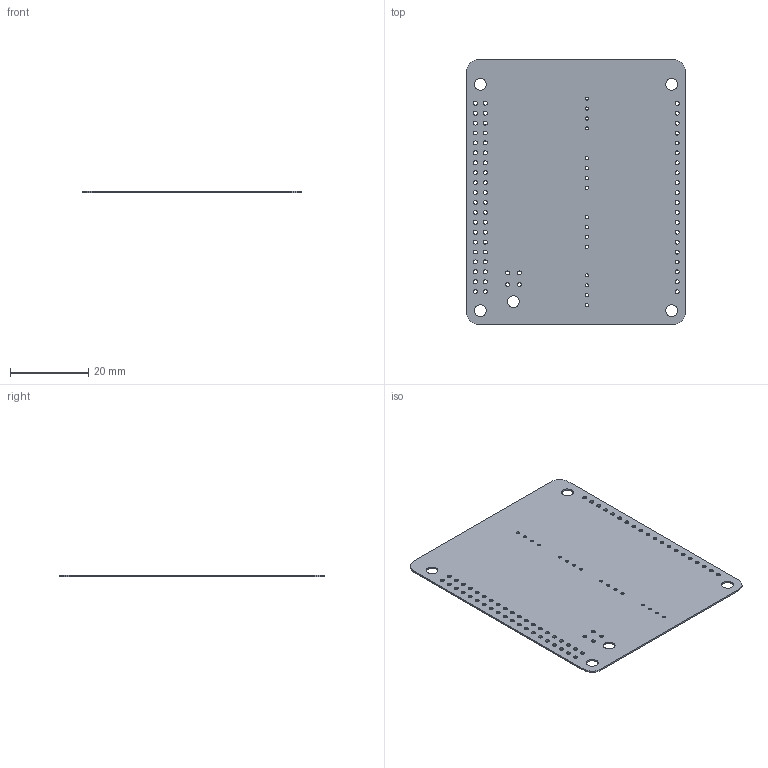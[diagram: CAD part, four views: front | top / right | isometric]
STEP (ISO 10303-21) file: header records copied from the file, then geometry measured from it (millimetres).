
FILE_DESCRIPTION(('Open CASCADE Model'),'2;1');
FILE_NAME('Open CASCADE Shape Model','2025-07-28T14:24:06',('Author'),( 'Open CASCADE'),'Open CASCADE STEP processor 7.5','Open CASCADE 7.5' ,'Unknown');
FILE_SCHEMA(('AUTOMOTIVE_DESIGN { 1 0 10303 214 1 1 1 1 }'));
Length unit declared in the file: millimetre
Products named in the file (3): PCB; Board; Open CASCADE STEP translator 7.5 1.1.1
Assembly tree (2 placements, depth 3):
  PCB
    Board
      Open CASCADE STEP translator 7.5 1.1.1
Bounding box: 56 x 67.8 x 0.41 mm (x, y, z)
Volume: 1515.8 mm3; surface area: 7606.7 mm2
Topology: 1 solids, 1 shells, 95 faces, 279 edges, 186 vertices
Faces by surface type: cylinder 89, plane 6
Full cylindrical faces by diameter (mm): 0.8 x16, 1.016 x60, 1.02 x4, 3 x5
Entity records: 3668 total; most frequent: DIRECTION 653, CARTESIAN_POINT 563, ORIENTED_EDGE 558, EDGE_CURVE 279, AXIS2_PLACEMENT_3D 276, FACE_BOUND 265, EDGE_LOOP 265, VERTEX_POINT 186
